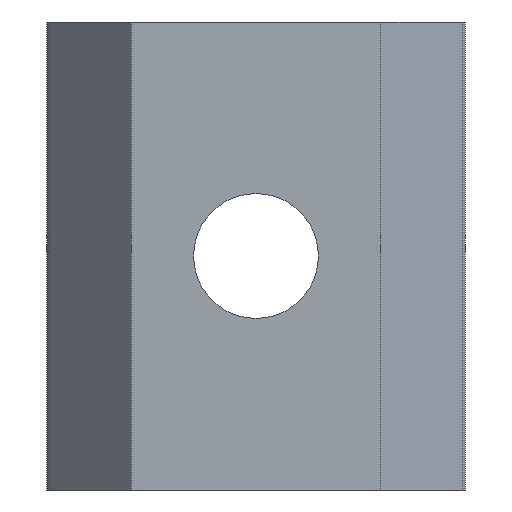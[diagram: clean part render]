
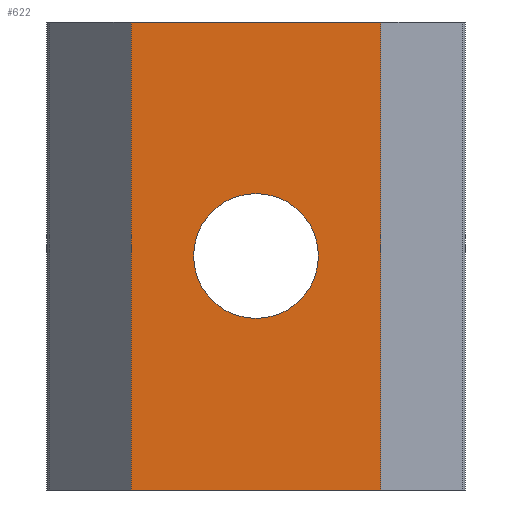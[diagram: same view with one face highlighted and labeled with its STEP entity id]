
A CAD part, front view. The second image highlights one B-rep face of the part: STEP entity #622.
In plain terms, the highlighted planar face has unit normal (0, -1, 0).
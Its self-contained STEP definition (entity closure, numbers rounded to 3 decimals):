
#16 = AXIS2_PLACEMENT_3D ( 'NONE', #595, #279, #658 ) ;
#33 = CARTESIAN_POINT ( 'NONE',  ( 0., -2.9, 0. ) ) ;
#76 = EDGE_CURVE ( 'NONE', #514, #666, #248, .T. ) ;
#79 = EDGE_CURVE ( 'NONE', #681, #371, #178, .T. ) ;
#98 = ORIENTED_EDGE ( 'NONE', *, *, #674, .F. ) ;
#100 = CARTESIAN_POINT ( 'NONE',  ( 2., -2.9, 0. ) ) ;
#120 = CARTESIAN_POINT ( 'NONE',  ( -4., -2.9, 7.5 ) ) ;
#131 = FACE_BOUND ( 'NONE', #412, .T. ) ;
#166 = CIRCLE ( 'NONE', #685, 2. ) ;
#178 = LINE ( 'NONE', #835, #775 ) ;
#212 = LINE ( 'NONE', #790, #675 ) ;
#218 = VECTOR ( 'NONE', #575, 1000. ) ;
#231 = EDGE_CURVE ( 'NONE', #579, #600, #166, .T. ) ;
#242 = DIRECTION ( 'NONE',  ( 0., 1., 0. ) ) ;
#245 = ORIENTED_EDGE ( 'NONE', *, *, #76, .T. ) ;
#248 = LINE ( 'NONE', #120, #218 ) ;
#279 = DIRECTION ( 'NONE',  ( 0., 1., 0. ) ) ;
#321 = CARTESIAN_POINT ( 'NONE',  ( 4., -2.9, 7.5 ) ) ;
#335 = CARTESIAN_POINT ( 'NONE',  ( -4., -2.9, -7.5 ) ) ;
#340 = ORIENTED_EDGE ( 'NONE', *, *, #468, .T. ) ;
#352 = CARTESIAN_POINT ( 'NONE',  ( 4., -2.9, -7.5 ) ) ;
#363 = CARTESIAN_POINT ( 'NONE',  ( 4., -2.9, -7.5 ) ) ;
#371 = VERTEX_POINT ( 'NONE', #352 ) ;
#387 = DIRECTION ( 'NONE',  ( 1., 0., 0. ) ) ;
#395 = DIRECTION ( 'NONE',  ( -1., 0., 0. ) ) ;
#412 = EDGE_LOOP ( 'NONE', ( #340, #555 ) ) ;
#434 = DIRECTION ( 'NONE',  ( -1., 0., 0. ) ) ;
#441 = EDGE_CURVE ( 'NONE', #666, #371, #573, .T. ) ;
#468 = EDGE_CURVE ( 'NONE', #600, #579, #664, .T. ) ;
#489 = CARTESIAN_POINT ( 'NONE',  ( -4., -2.9, 7.5 ) ) ;
#514 = VERTEX_POINT ( 'NONE', #489 ) ;
#524 = DIRECTION ( 'NONE',  ( 0., 1., 0. ) ) ;
#525 = AXIS2_PLACEMENT_3D ( 'NONE', #33, #242, #434 ) ;
#551 = VECTOR ( 'NONE', #635, 1000. ) ;
#555 = ORIENTED_EDGE ( 'NONE', *, *, #231, .T. ) ;
#573 = LINE ( 'NONE', #363, #551 ) ;
#575 = DIRECTION ( 'NONE',  ( 0., 0., -1. ) ) ;
#579 = VERTEX_POINT ( 'NONE', #100 ) ;
#595 = CARTESIAN_POINT ( 'NONE',  ( 4., -2.9, 7.5 ) ) ;
#600 = VERTEX_POINT ( 'NONE', #623 ) ;
#611 = ORIENTED_EDGE ( 'NONE', *, *, #79, .F. ) ;
#622 = ADVANCED_FACE ( 'NONE', ( #131, #854 ), #782, .F. ) ;
#623 = CARTESIAN_POINT ( 'NONE',  ( -2., -2.9, 0. ) ) ;
#635 = DIRECTION ( 'NONE',  ( 1., 0., 0. ) ) ;
#636 = EDGE_LOOP ( 'NONE', ( #736, #611, #98, #245 ) ) ;
#656 = CARTESIAN_POINT ( 'NONE',  ( 0., -2.9, 0. ) ) ;
#658 = DIRECTION ( 'NONE',  ( -1., 0., 0. ) ) ;
#664 = CIRCLE ( 'NONE', #525, 2. ) ;
#666 = VERTEX_POINT ( 'NONE', #335 ) ;
#674 = EDGE_CURVE ( 'NONE', #514, #681, #212, .T. ) ;
#675 = VECTOR ( 'NONE', #387, 1000. ) ;
#681 = VERTEX_POINT ( 'NONE', #321 ) ;
#685 = AXIS2_PLACEMENT_3D ( 'NONE', #656, #524, #395 ) ;
#706 = DIRECTION ( 'NONE',  ( 0., 0., -1. ) ) ;
#736 = ORIENTED_EDGE ( 'NONE', *, *, #441, .T. ) ;
#775 = VECTOR ( 'NONE', #706, 1000. ) ;
#782 = PLANE ( 'NONE',  #16 ) ;
#790 = CARTESIAN_POINT ( 'NONE',  ( 4., -2.9, 7.5 ) ) ;
#835 = CARTESIAN_POINT ( 'NONE',  ( 4., -2.9, 7.5 ) ) ;
#854 = FACE_OUTER_BOUND ( 'NONE', #636, .T. ) ;
